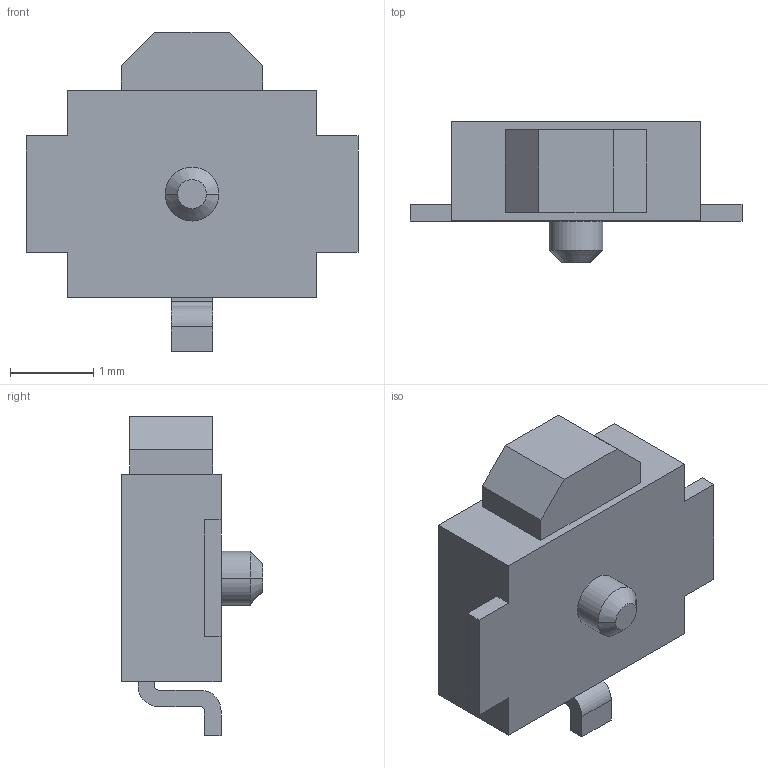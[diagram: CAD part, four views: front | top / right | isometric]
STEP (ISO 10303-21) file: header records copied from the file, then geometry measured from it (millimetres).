
FILE_DESCRIPTION(('STEP AP242'),'1');
FILE_NAME('b3u-3100p-b.stp','2019-06-06T18:36:14',('TraceParts'),('TraceParts S.A.'),'Spatial InterOp 3D',' ',' ');
FILE_SCHEMA(('AP242_MANAGED_MODEL_BASED_3D_ENGINEERING_MIM_LF {1 0 10303 442 1 1 4}'));
Length unit declared in the file: millimetre
Products named in the file (1): b3u-3100p-b
Bounding box: 4 x 1.7 x 3.85 mm (x, y, z)
Volume: 10.6 mm3; surface area: 37.1 mm2
Topology: 1 solids, 1 shells, 39 faces, 100 edges, 66 vertices
Faces by surface type: plane 31, cylinder 6, cone 2
Entity records: 1500 total; most frequent: CARTESIAN_POINT 206, ORIENTED_EDGE 200, DIRECTION 194, EDGE_CURVE 100, LINE 86, VECTOR 86, VERTEX_POINT 66, AXIS2_PLACEMENT_3D 54
